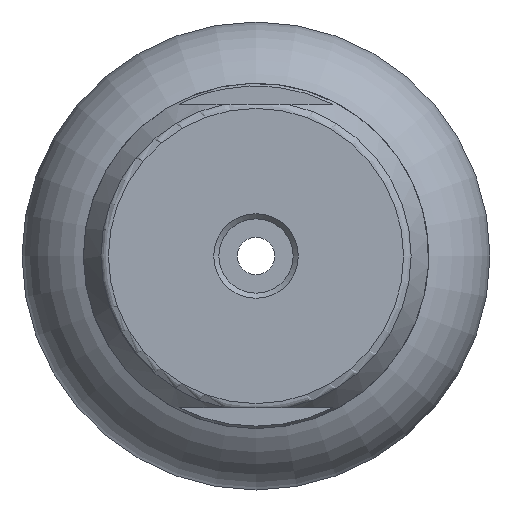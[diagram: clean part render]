
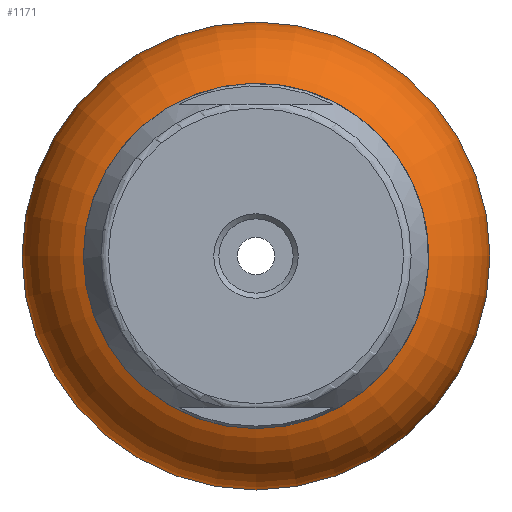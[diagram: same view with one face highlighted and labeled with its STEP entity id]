
A CAD part, front view. The second image highlights one B-rep face of the part: STEP entity #1171.
In plain terms, the highlighted toroidal (fillet/blend) face has major radius 15 mm and minor radius 12 mm.
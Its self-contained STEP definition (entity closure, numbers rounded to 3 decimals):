
#170=TOROIDAL_SURFACE('',#1376,15.,12.);
#418=ORIENTED_EDGE('',*,*,#579,.T.);
#419=ORIENTED_EDGE('',*,*,#578,.F.);
#578=EDGE_CURVE('',#694,#694,#780,.T.);
#579=EDGE_CURVE('',#695,#695,#781,.T.);
#694=VERTEX_POINT('',#2110);
#695=VERTEX_POINT('',#2113);
#780=CIRCLE('',#1375,15.);
#781=CIRCLE('',#1377,15.);
#910=EDGE_LOOP('',(#418));
#911=EDGE_LOOP('',(#419));
#1058=FACE_BOUND('',#910,.T.);
#1059=FACE_BOUND('',#911,.T.);
#1171=ADVANCED_FACE('',(#1058,#1059),#170,.T.);
#1375=AXIS2_PLACEMENT_3D('',#2109,#1704,#1705);
#1376=AXIS2_PLACEMENT_3D('',#2111,#1706,#1707);
#1377=AXIS2_PLACEMENT_3D('',#2112,#1708,#1709);
#1704=DIRECTION('',(0.,-1.,0.));
#1705=DIRECTION('',(0.,0.,-1.));
#1706=DIRECTION('',(0.,-1.,0.));
#1707=DIRECTION('',(0.,0.,-1.));
#1708=DIRECTION('',(0.,-1.,0.));
#1709=DIRECTION('',(0.,0.,-1.));
#2109=CARTESIAN_POINT('',(0.,-12.,0.));
#2110=CARTESIAN_POINT('',(0.,-12.,-15.));
#2111=CARTESIAN_POINT('',(0.,0.,0.));
#2112=CARTESIAN_POINT('',(0.,12.,0.));
#2113=CARTESIAN_POINT('',(0.,12.,-15.));
